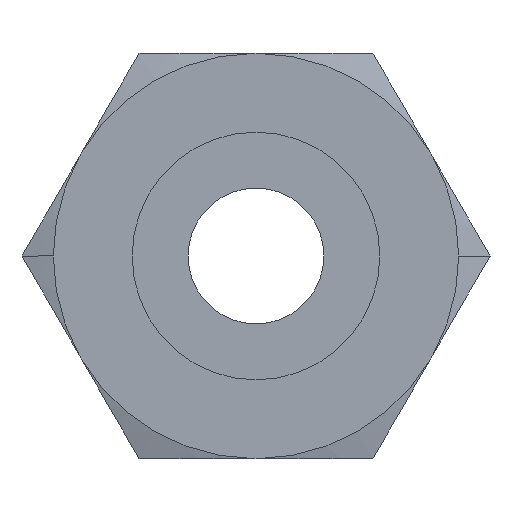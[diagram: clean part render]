
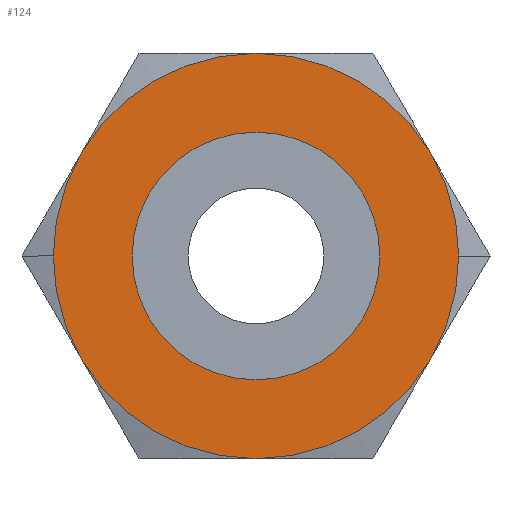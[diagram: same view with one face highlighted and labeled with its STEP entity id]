
A CAD part, left-side view. The second image highlights one B-rep face of the part: STEP entity #124.
In plain terms, the highlighted planar face has unit normal (-1, 0, 0).
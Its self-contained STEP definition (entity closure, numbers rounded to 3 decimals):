
#124=ADVANCED_FACE('',(#283,#284),#285,.T.);
#283=FACE_OUTER_BOUND('',#479,.T.);
#284=FACE_BOUND('',#480,.T.);
#285=PLANE('',#481);
#479=EDGE_LOOP('',(#776,#777,#778,#779,#780,#781,#782,#783,#784,#785,#786,#787,#788,#789));
#480=EDGE_LOOP('',(#790,#791));
#481=AXIS2_PLACEMENT_3D('',#792,#793,#794);
#776=ORIENTED_EDGE('',*,*,#1249,.T.);
#777=ORIENTED_EDGE('',*,*,#1250,.T.);
#778=ORIENTED_EDGE('',*,*,#1251,.T.);
#779=ORIENTED_EDGE('',*,*,#1252,.T.);
#780=ORIENTED_EDGE('',*,*,#1253,.T.);
#781=ORIENTED_EDGE('',*,*,#1254,.T.);
#782=ORIENTED_EDGE('',*,*,#1206,.T.);
#783=ORIENTED_EDGE('',*,*,#1255,.T.);
#784=ORIENTED_EDGE('',*,*,#1236,.T.);
#785=ORIENTED_EDGE('',*,*,#1186,.T.);
#786=ORIENTED_EDGE('',*,*,#1256,.T.);
#787=ORIENTED_EDGE('',*,*,#1223,.T.);
#788=ORIENTED_EDGE('',*,*,#1257,.T.);
#789=ORIENTED_EDGE('',*,*,#1217,.T.);
#790=ORIENTED_EDGE('',*,*,#1258,.T.);
#791=ORIENTED_EDGE('',*,*,#1259,.T.);
#792=CARTESIAN_POINT('',(-16.5,9.001,0.0));
#793=DIRECTION('',(-1.0,0.0,0.0));
#794=DIRECTION('',(0.0,0.0,1.0));
#1186=EDGE_CURVE('',#1422,#1419,#1423,.T.);
#1206=EDGE_CURVE('',#1452,#1455,#1457,.T.);
#1217=EDGE_CURVE('',#1470,#1472,#1474,.T.);
#1223=EDGE_CURVE('',#1481,#1479,#1482,.T.);
#1236=EDGE_CURVE('',#1502,#1422,#1503,.T.);
#1249=EDGE_CURVE('',#1472,#1518,#1519,.T.);
#1250=EDGE_CURVE('',#1518,#1520,#1521,.T.);
#1251=EDGE_CURVE('',#1520,#1522,#1523,.T.);
#1252=EDGE_CURVE('',#1522,#1524,#1525,.T.);
#1253=EDGE_CURVE('',#1524,#1526,#1527,.T.);
#1254=EDGE_CURVE('',#1526,#1452,#1528,.T.);
#1255=EDGE_CURVE('',#1455,#1502,#1529,.T.);
#1256=EDGE_CURVE('',#1419,#1481,#1530,.T.);
#1257=EDGE_CURVE('',#1479,#1470,#1531,.T.);
#1258=EDGE_CURVE('',#1532,#1533,#1534,.T.);
#1259=EDGE_CURVE('',#1533,#1532,#1535,.T.);
#1419=VERTEX_POINT('',#1794);
#1422=VERTEX_POINT('',#1806);
#1423=LINE('',#1807,#1808);
#1452=VERTEX_POINT('',#1869);
#1455=VERTEX_POINT('',#1873);
#1457=CIRCLE('',#1884,18.001);
#1470=VERTEX_POINT('',#1908);
#1472=VERTEX_POINT('',#1911);
#1474=CIRCLE('',#1922,18.001);
#1479=VERTEX_POINT('',#1927);
#1481=VERTEX_POINT('',#1938);
#1482=LINE('',#1939,#1940);
#1502=VERTEX_POINT('',#2009);
#1503=CIRCLE('',#2010,18.001);
#1518=VERTEX_POINT('',#2063);
#1519=LINE('',#2064,#2065);
#1520=VERTEX_POINT('',#2066);
#1521=CIRCLE('',#2067,18.001);
#1522=VERTEX_POINT('',#2068);
#1523=LINE('',#2069,#2070);
#1524=VERTEX_POINT('',#2071);
#1525=CIRCLE('',#2072,18.001);
#1526=VERTEX_POINT('',#2073);
#1527=LINE('',#2074,#2075);
#1528=CIRCLE('',#2076,18.001);
#1529=LINE('',#2077,#2078);
#1530=CIRCLE('',#2079,18.001);
#1531=CIRCLE('',#2080,18.001);
#1532=VERTEX_POINT('',#2081);
#1533=VERTEX_POINT('',#2082);
#1534=CIRCLE('',#2083,11.0);
#1535=CIRCLE('',#2084,11.0);
#1794=CARTESIAN_POINT('',(-16.5,-0.185,-18.));
#1806=CARTESIAN_POINT('',(-16.5,0.185,-18.));
#1807=CARTESIAN_POINT('',(-16.5,-0.696,-18.));
#1808=VECTOR('',#2392,1.0);
#1869=CARTESIAN_POINT('',(-16.5,18.001,0.));
#1873=CARTESIAN_POINT('',(-16.5,15.681,-8.84));
#1884=AXIS2_PLACEMENT_3D('',#2417,#2418,#2419);
#1908=CARTESIAN_POINT('',(-16.5,-18.001,0.));
#1911=CARTESIAN_POINT('',(-16.5,-15.681,8.84));
#1922=AXIS2_PLACEMENT_3D('',#2429,#2430,#2431);
#1927=CARTESIAN_POINT('',(-16.5,-15.681,-8.84));
#1938=CARTESIAN_POINT('',(-16.5,-15.496,-9.16));
#1939=CARTESIAN_POINT('',(-16.5,-17.062,-6.449));
#1940=VECTOR('',#2438,1.0);
#2009=CARTESIAN_POINT('',(-16.5,15.496,-9.16));
#2010=AXIS2_PLACEMENT_3D('',#2446,#2447,#2448);
#2063=CARTESIAN_POINT('',(-16.5,-15.496,9.16));
#2064=CARTESIAN_POINT('',(-16.5,-11.865,15.449));
#2065=VECTOR('',#2457,1.0);
#2066=CARTESIAN_POINT('',(-16.5,-0.185,18.));
#2067=AXIS2_PLACEMENT_3D('',#2458,#2459,#2460);
#2068=CARTESIAN_POINT('',(-16.5,0.185,18.));
#2069=CARTESIAN_POINT('',(-16.5,9.696,18.));
#2070=VECTOR('',#2461,1.0);
#2071=CARTESIAN_POINT('',(-16.5,15.496,9.16));
#2072=AXIS2_PLACEMENT_3D('',#2462,#2463,#2464);
#2073=CARTESIAN_POINT('',(-16.5,15.681,8.84));
#2074=CARTESIAN_POINT('',(-16.5,19.312,2.551));
#2075=VECTOR('',#2465,1.0);
#2076=AXIS2_PLACEMENT_3D('',#2466,#2467,#2468);
#2077=CARTESIAN_POINT('',(-16.5,14.115,-11.551));
#2078=VECTOR('',#2469,1.0);
#2079=AXIS2_PLACEMENT_3D('',#2470,#2471,#2472);
#2080=AXIS2_PLACEMENT_3D('',#2473,#2474,#2475);
#2081=CARTESIAN_POINT('',(-16.5,11.0,0.));
#2082=CARTESIAN_POINT('',(-16.5,-11.0,0.));
#2083=AXIS2_PLACEMENT_3D('',#2476,#2477,#2478);
#2084=AXIS2_PLACEMENT_3D('',#2479,#2480,#2481);
#2392=DIRECTION('',(0.0,-1.0,0.0));
#2417=CARTESIAN_POINT('',(-16.5,0.0,0.0));
#2418=DIRECTION('',(-1.0,0.0,0.0));
#2419=DIRECTION('',(0.0,1.0,0.0));
#2429=CARTESIAN_POINT('',(-16.5,0.0,0.0));
#2430=DIRECTION('',(-1.0,0.0,0.0));
#2431=DIRECTION('',(0.0,1.0,0.0));
#2438=DIRECTION('',(0.0,-0.5,0.866));
#2446=CARTESIAN_POINT('',(-16.5,0.0,0.0));
#2447=DIRECTION('',(-1.0,0.0,0.0));
#2448=DIRECTION('',(0.0,1.0,0.0));
#2457=DIRECTION('',(0.0,0.5,0.866));
#2458=CARTESIAN_POINT('',(-16.5,0.0,0.0));
#2459=DIRECTION('',(-1.0,0.0,0.0));
#2460=DIRECTION('',(0.0,1.0,0.0));
#2461=DIRECTION('',(0.0,1.0,0.0));
#2462=CARTESIAN_POINT('',(-16.5,0.0,0.0));
#2463=DIRECTION('',(-1.0,0.0,0.0));
#2464=DIRECTION('',(0.0,1.0,0.0));
#2465=DIRECTION('',(0.0,0.5,-0.866));
#2466=CARTESIAN_POINT('',(-16.5,0.0,0.0));
#2467=DIRECTION('',(-1.0,0.0,0.0));
#2468=DIRECTION('',(0.0,1.0,0.0));
#2469=DIRECTION('',(0.0,-0.5,-0.866));
#2470=CARTESIAN_POINT('',(-16.5,0.0,0.0));
#2471=DIRECTION('',(-1.0,0.0,0.0));
#2472=DIRECTION('',(0.0,1.0,0.0));
#2473=CARTESIAN_POINT('',(-16.5,0.0,0.0));
#2474=DIRECTION('',(-1.0,0.0,0.0));
#2475=DIRECTION('',(0.0,1.0,0.0));
#2476=CARTESIAN_POINT('',(-16.5,0.0,0.0));
#2477=DIRECTION('',(1.0,0.0,0.0));
#2478=DIRECTION('',(0.0,-1.0,0.0));
#2479=CARTESIAN_POINT('',(-16.5,0.0,0.0));
#2480=DIRECTION('',(1.0,0.0,0.0));
#2481=DIRECTION('',(0.0,-1.0,0.0));
